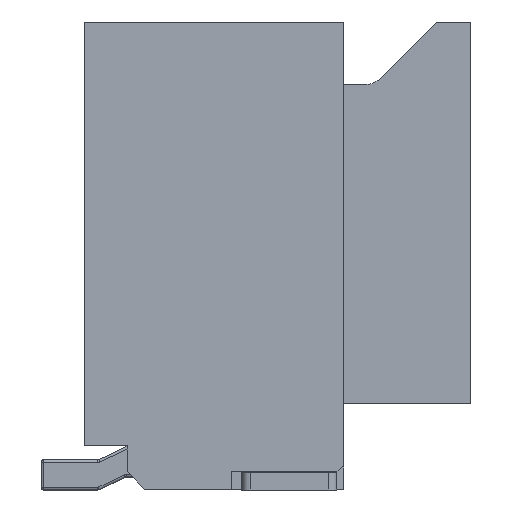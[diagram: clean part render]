
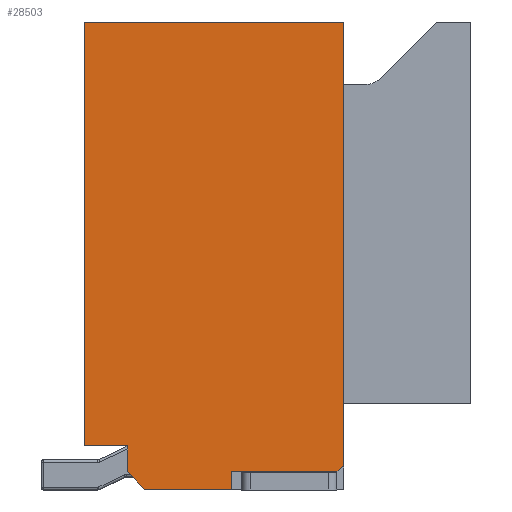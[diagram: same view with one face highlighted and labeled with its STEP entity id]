
A CAD part, left-side view. The second image highlights one B-rep face of the part: STEP entity #28503.
In plain terms, the highlighted planar face has unit normal (-1, 0, 0).
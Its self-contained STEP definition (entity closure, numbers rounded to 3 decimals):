
#962 = CARTESIAN_POINT ( 'NONE',  ( -1.5, -1.5, 0.21 ) ) ;
#1012 = LINE ( 'NONE', #39347, #35668 ) ;
#1466 = VERTEX_POINT ( 'NONE', #29143 ) ;
#2953 = DIRECTION ( 'NONE',  ( 0., -0.707, -0.707 ) ) ;
#3066 = EDGE_CURVE ( 'NONE', #38063, #43874, #11259, .T. ) ;
#4268 = CARTESIAN_POINT ( 'NONE',  ( -1.5, 1.5, 0.51 ) ) ;
#4815 = LINE ( 'NONE', #19963, #32848 ) ;
#5251 = CARTESIAN_POINT ( 'NONE',  ( -1.5, -1.5, 5.41 ) ) ;
#6006 = LINE ( 'NONE', #32299, #20909 ) ;
#6547 = EDGE_CURVE ( 'NONE', #9674, #39615, #1012, .T. ) ;
#7229 = EDGE_CURVE ( 'NONE', #9674, #41432, #4815, .T. ) ;
#8486 = VECTOR ( 'NONE', #2953, 1000. ) ;
#9339 = VECTOR ( 'NONE', #42282, 1000. ) ;
#9674 = VERTEX_POINT ( 'NONE', #35945 ) ;
#10128 = CARTESIAN_POINT ( 'NONE',  ( -1.5, -1.5, 0.29 ) ) ;
#11259 = LINE ( 'NONE', #18110, #8486 ) ;
#11496 = VECTOR ( 'NONE', #34133, 1000. ) ;
#11724 = EDGE_CURVE ( 'NONE', #39615, #46904, #33891, .T. ) ;
#13076 = DIRECTION ( 'NONE',  ( 0., 1., 0. ) ) ;
#14193 = CARTESIAN_POINT ( 'NONE',  ( -1.5, -1.5, 5.41 ) ) ;
#14790 = CARTESIAN_POINT ( 'NONE',  ( -1.5, -1.42, 0.21 ) ) ;
#15302 = ORIENTED_EDGE ( 'NONE', *, *, #7229, .T. ) ;
#16055 = CARTESIAN_POINT ( 'NONE',  ( -1.5, 1., 0.21 ) ) ;
#16082 = AXIS2_PLACEMENT_3D ( 'NONE', #5251, #48479, #44124 ) ;
#16114 = CARTESIAN_POINT ( 'NONE',  ( -1.5, 1., 0.51 ) ) ;
#16124 = FACE_OUTER_BOUND ( 'NONE', #26314, .T. ) ;
#17126 = EDGE_CURVE ( 'NONE', #43874, #49160, #33084, .T. ) ;
#17702 = EDGE_CURVE ( 'NONE', #1466, #46512, #19414, .T. ) ;
#18110 = CARTESIAN_POINT ( 'NONE',  ( -1.5, 1., 0.21 ) ) ;
#19414 = LINE ( 'NONE', #962, #42701 ) ;
#19963 = CARTESIAN_POINT ( 'NONE',  ( -1.5, 1.5, 5.41 ) ) ;
#20225 = DIRECTION ( 'NONE',  ( 0., 0., -1. ) ) ;
#20364 = CARTESIAN_POINT ( 'NONE',  ( -1.5, -0.2, 0.21 ) ) ;
#20695 = CARTESIAN_POINT ( 'NONE',  ( -1.5, -0.2, 0.21 ) ) ;
#20909 = VECTOR ( 'NONE', #13076, 1000. ) ;
#21197 = DIRECTION ( 'NONE',  ( 0., 0., -1. ) ) ;
#21537 = CARTESIAN_POINT ( 'NONE',  ( -1.5, -0.2, 0.01 ) ) ;
#22526 = ORIENTED_EDGE ( 'NONE', *, *, #3066, .T. ) ;
#23859 = EDGE_CURVE ( 'NONE', #37885, #38063, #34454, .T. ) ;
#24465 = LINE ( 'NONE', #20695, #32834 ) ;
#24491 = EDGE_CURVE ( 'NONE', #46512, #49160, #24465, .T. ) ;
#25301 = ORIENTED_EDGE ( 'NONE', *, *, #6547, .F. ) ;
#25881 = DIRECTION ( 'NONE',  ( 0., 0., -1. ) ) ;
#26314 = EDGE_LOOP ( 'NONE', ( #30279, #32105, #45908, #25301, #15302, #44881, #30321, #22526, #28803, #45282 ) ) ;
#26886 = LINE ( 'NONE', #14790, #9339 ) ;
#26983 = EDGE_CURVE ( 'NONE', #1466, #46904, #26886, .T. ) ;
#28014 = DIRECTION ( 'NONE',  ( 0., -1., 0. ) ) ;
#28503 = ADVANCED_FACE ( 'NONE', ( #16124 ), #31771, .F. ) ;
#28803 = ORIENTED_EDGE ( 'NONE', *, *, #17126, .T. ) ;
#29143 = CARTESIAN_POINT ( 'NONE',  ( -1.5, -1.42, 0.21 ) ) ;
#29305 = DIRECTION ( 'NONE',  ( 0., -1., 0. ) ) ;
#30279 = ORIENTED_EDGE ( 'NONE', *, *, #17702, .F. ) ;
#30321 = ORIENTED_EDGE ( 'NONE', *, *, #23859, .T. ) ;
#31771 = PLANE ( 'NONE',  #16082 ) ;
#32105 = ORIENTED_EDGE ( 'NONE', *, *, #26983, .T. ) ;
#32299 = CARTESIAN_POINT ( 'NONE',  ( -1.5, 1.5, 0.51 ) ) ;
#32834 = VECTOR ( 'NONE', #21197, 1000. ) ;
#32848 = VECTOR ( 'NONE', #20225, 1000. ) ;
#33084 = LINE ( 'NONE', #48545, #38538 ) ;
#33488 = CARTESIAN_POINT ( 'NONE',  ( -1.5, 1., 0.51 ) ) ;
#33891 = LINE ( 'NONE', #45528, #11496 ) ;
#34133 = DIRECTION ( 'NONE',  ( 0., 0., -1. ) ) ;
#34454 = LINE ( 'NONE', #33488, #48900 ) ;
#34544 = DIRECTION ( 'NONE',  ( 0., 1., 0. ) ) ;
#35668 = VECTOR ( 'NONE', #28014, 1000. ) ;
#35945 = CARTESIAN_POINT ( 'NONE',  ( -1.5, 1.5, 5.41 ) ) ;
#37885 = VERTEX_POINT ( 'NONE', #16114 ) ;
#37891 = CARTESIAN_POINT ( 'NONE',  ( -1.5, 0.8, 0.01 ) ) ;
#38063 = VERTEX_POINT ( 'NONE', #16055 ) ;
#38538 = VECTOR ( 'NONE', #29305, 1000. ) ;
#39347 = CARTESIAN_POINT ( 'NONE',  ( -1.5, -1.5, 5.41 ) ) ;
#39615 = VERTEX_POINT ( 'NONE', #14193 ) ;
#41432 = VERTEX_POINT ( 'NONE', #4268 ) ;
#42282 = DIRECTION ( 'NONE',  ( 0., -0.707, 0.707 ) ) ;
#42701 = VECTOR ( 'NONE', #34544, 1000. ) ;
#43874 = VERTEX_POINT ( 'NONE', #37891 ) ;
#44124 = DIRECTION ( 'NONE',  ( 0., 0., -1. ) ) ;
#44881 = ORIENTED_EDGE ( 'NONE', *, *, #48524, .F. ) ;
#45282 = ORIENTED_EDGE ( 'NONE', *, *, #24491, .F. ) ;
#45528 = CARTESIAN_POINT ( 'NONE',  ( -1.5, -1.5, 5.41 ) ) ;
#45908 = ORIENTED_EDGE ( 'NONE', *, *, #11724, .F. ) ;
#46512 = VERTEX_POINT ( 'NONE', #20364 ) ;
#46904 = VERTEX_POINT ( 'NONE', #10128 ) ;
#48479 = DIRECTION ( 'NONE',  ( 1., 0., 0. ) ) ;
#48524 = EDGE_CURVE ( 'NONE', #37885, #41432, #6006, .T. ) ;
#48545 = CARTESIAN_POINT ( 'NONE',  ( -1.5, -1.5, 0.01 ) ) ;
#48900 = VECTOR ( 'NONE', #25881, 1000. ) ;
#49160 = VERTEX_POINT ( 'NONE', #21537 ) ;
